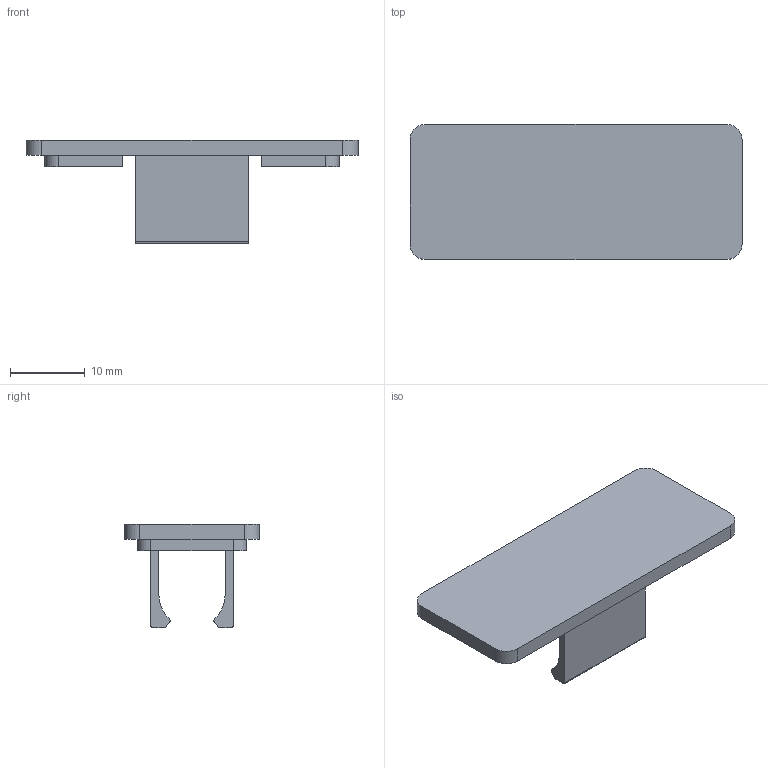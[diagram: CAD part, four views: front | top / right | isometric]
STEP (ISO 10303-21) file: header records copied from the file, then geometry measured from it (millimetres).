
FILE_DESCRIPTION(/* description */ (''),/* implementation_level */ '2;1');
FILE_NAME(/* name */ 'FUSHC_KEYSTONE_3576C.stp',/* time_stamp */ '2016-12-15T12:38:33+01:00',/* author */ ('jchouvet'),/* organization */ (''),/* preprocessor_version */ 'ST-DEVELOPER v16.1',/* originating_system */ 'AutoCAD Mechanical',/* authorisation */ '');
FILE_SCHEMA (('AUTOMOTIVE_DESIGN { 1 0 10303 214 3 1 1 }'));
Length unit declared in the file: millimetre
Products named in the file (1): Product
Bounding box: 44.55 x 18.14 x 13.92 mm (x, y, z)
Volume: 2260.8 mm3; surface area: 2876.3 mm2
Topology: 1 solids, 1 shells, 56 faces, 150 edges, 100 vertices
Faces by surface type: plane 36, cylinder 20
Entity records: 1786 total; most frequent: CARTESIAN_POINT 307, DIRECTION 304, ORIENTED_EDGE 300, EDGE_CURVE 150, LINE 110, VECTOR 110, VERTEX_POINT 100, AXIS2_PLACEMENT_3D 97
